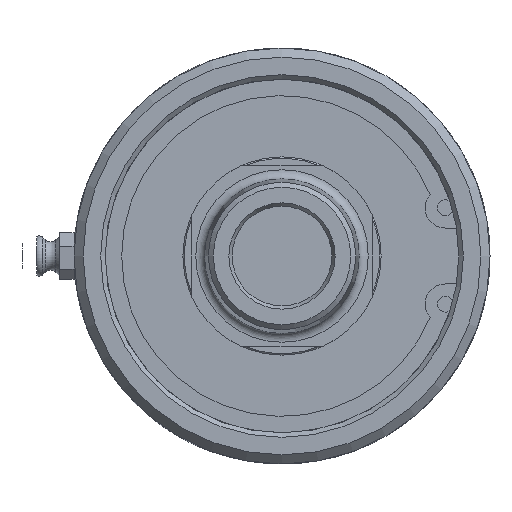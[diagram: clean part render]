
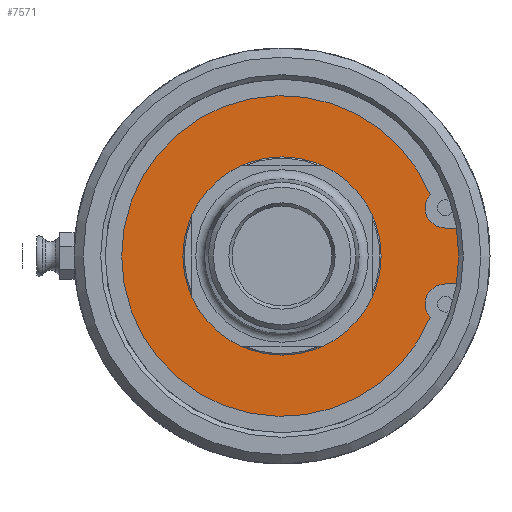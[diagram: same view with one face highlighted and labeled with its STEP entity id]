
A CAD part, left-side view. The second image highlights one B-rep face of the part: STEP entity #7571.
In plain terms, the highlighted planar face has unit normal (-1, 0, 0).
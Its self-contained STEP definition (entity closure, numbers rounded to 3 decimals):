
#108=FACE_BOUND('',#2602,.T.);
#445=LINE('',#19659,#824);
#450=LINE('',#19673,#829);
#824=VECTOR('',#9095,10.);
#829=VECTOR('',#9102,10.);
#2137=FACE_OUTER_BOUND('',#2601,.T.);
#2601=EDGE_LOOP('',(#6653,#6654,#6655,#6656,#6657,#6658));
#2602=EDGE_LOOP('',(#6659,#6660));
#2863=CIRCLE('',#7988,3.556);
#2865=CIRCLE('',#7991,28.142);
#2867=CIRCLE('',#7994,3.556);
#2874=CIRCLE('',#8006,33.45);
#2875=CIRCLE('',#8009,17.4);
#2876=CIRCLE('',#8010,17.4);
#3568=VERTEX_POINT('',#19656);
#3569=VERTEX_POINT('',#19658);
#3573=VERTEX_POINT('',#19670);
#3574=VERTEX_POINT('',#19672);
#3575=VERTEX_POINT('',#19676);
#3577=VERTEX_POINT('',#19682);
#3580=VERTEX_POINT('',#19704);
#3581=VERTEX_POINT('',#19705);
#4614=EDGE_CURVE('',#3569,#3568,#445,.T.);
#4620=EDGE_CURVE('',#3574,#3573,#450,.T.);
#4622=EDGE_CURVE('',#3573,#3575,#2863,.T.);
#4625=EDGE_CURVE('',#3575,#3577,#2865,.T.);
#4628=EDGE_CURVE('',#3577,#3569,#2867,.T.);
#4635=EDGE_CURVE('',#3568,#3574,#2874,.T.);
#4636=EDGE_CURVE('',#3580,#3581,#2875,.T.);
#4637=EDGE_CURVE('',#3581,#3580,#2876,.T.);
#6653=ORIENTED_EDGE('',*,*,#4620,.T.);
#6654=ORIENTED_EDGE('',*,*,#4622,.T.);
#6655=ORIENTED_EDGE('',*,*,#4625,.T.);
#6656=ORIENTED_EDGE('',*,*,#4628,.T.);
#6657=ORIENTED_EDGE('',*,*,#4614,.T.);
#6658=ORIENTED_EDGE('',*,*,#4635,.T.);
#6659=ORIENTED_EDGE('',*,*,#4636,.T.);
#6660=ORIENTED_EDGE('',*,*,#4637,.T.);
#7211=PLANE('',#8008);
#7571=ADVANCED_FACE('',(#2137,#108),#7211,.F.);
#7988=AXIS2_PLACEMENT_3D('',#19677,#9106,#9107);
#7991=AXIS2_PLACEMENT_3D('',#19683,#9113,#9114);
#7994=AXIS2_PLACEMENT_3D('',#19688,#9120,#9121);
#8006=AXIS2_PLACEMENT_3D('',#19701,#9144,#9145);
#8008=AXIS2_PLACEMENT_3D('',#19703,#9148,#9149);
#8009=AXIS2_PLACEMENT_3D('',#19706,#9150,#9151);
#8010=AXIS2_PLACEMENT_3D('',#19707,#9152,#9153);
#9095=DIRECTION('',(0.,-1.,0.));
#9102=DIRECTION('',(0.,1.,0.));
#9106=DIRECTION('center_axis',(1.,0.,0.));
#9107=DIRECTION('ref_axis',(0.,0.754,0.657));
#9113=DIRECTION('center_axis',(-1.,0.,0.));
#9114=DIRECTION('ref_axis',(0.,0.924,-0.384));
#9120=DIRECTION('center_axis',(1.,0.,0.));
#9121=DIRECTION('ref_axis',(0.,0.,1.));
#9144=DIRECTION('center_axis',(-1.,0.,0.));
#9145=DIRECTION('ref_axis',(0.,1.,0.));
#9148=DIRECTION('center_axis',(1.,0.,0.));
#9149=DIRECTION('ref_axis',(0.,0.,-1.));
#9150=DIRECTION('center_axis',(1.,0.,0.));
#9151=DIRECTION('ref_axis',(0.,1.,0.));
#9152=DIRECTION('center_axis',(1.,0.,0.));
#9153=DIRECTION('ref_axis',(0.,1.,0.));
#19656=CARTESIAN_POINT('',(6.08,-33.089,-4.902));
#19658=CARTESIAN_POINT('',(6.08,-28.672,-4.902));
#19659=CARTESIAN_POINT('',(6.08,-8.182,-4.902));
#19670=CARTESIAN_POINT('',(6.08,-28.672,4.902));
#19672=CARTESIAN_POINT('',(6.08,-33.089,4.902));
#19673=CARTESIAN_POINT('',(6.08,-5.974,4.902));
#19676=CARTESIAN_POINT('',(6.08,-25.99,10.793));
#19677=CARTESIAN_POINT('Origin',(6.08,-28.672,8.458));
#19682=CARTESIAN_POINT('',(6.08,-25.99,-10.793));
#19683=CARTESIAN_POINT('Origin',(6.08,0.,0.));
#19688=CARTESIAN_POINT('Origin',(6.08,-28.672,-8.458));
#19701=CARTESIAN_POINT('Origin',(6.08,0.,0.));
#19703=CARTESIAN_POINT('Origin',(6.08,16.725,0.));
#19704=CARTESIAN_POINT('',(6.08,17.4,0.));
#19705=CARTESIAN_POINT('',(6.08,-17.4,0.));
#19706=CARTESIAN_POINT('Origin',(6.08,0.,
0.));
#19707=CARTESIAN_POINT('Origin',(6.08,0.,
0.));
